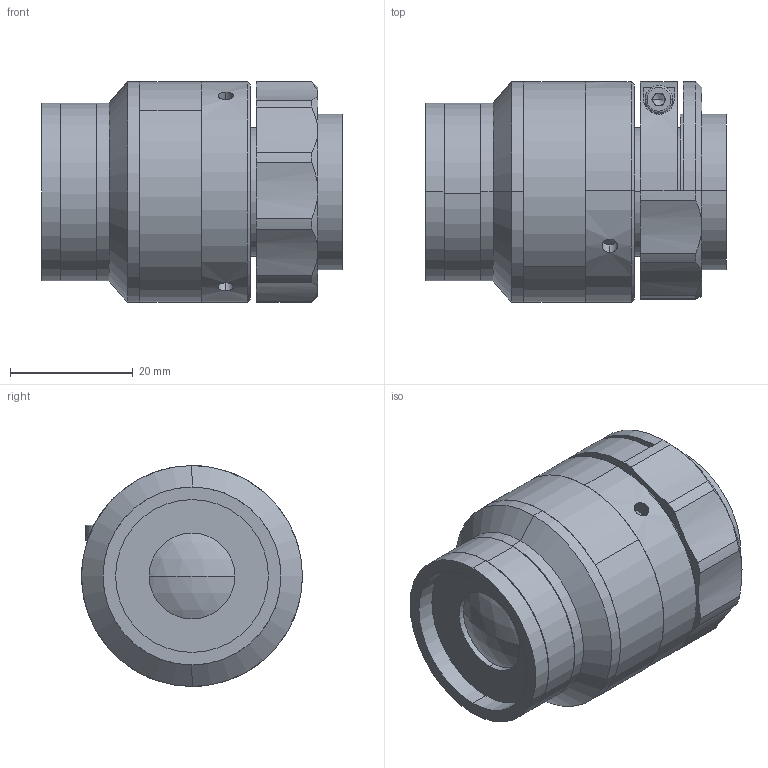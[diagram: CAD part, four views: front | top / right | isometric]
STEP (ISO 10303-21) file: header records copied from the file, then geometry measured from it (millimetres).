
FILE_DESCRIPTION (( 'STEP AP203' ), '1' );
FILE_NAME ('XF-MH015X308.STEP', '2020-08-24T07:06:53', ( 'canrill-02' ), ( '' ), 'SwSTEP 2.0', 'SolidWorks 2014', '' );
FILE_SCHEMA (( 'CONFIG_CONTROL_DESIGN' ));
Length unit declared in the file: millimetre
Products named in the file (1): XF-MH015X308
Bounding box: 49.02 x 36 x 36 mm (x, y, z)
Surface area: 11382.3 mm2 (no closed solid volume)
Topology: 0 solids, 11 shells, 99 faces, 264 edges, 178 vertices
Faces by surface type: cylinder 47, plane 33, cone 15, sphere 2, torus 2
Entity records: 3463 total; most frequent: CARTESIAN_POINT 861, DIRECTION 579, ORIENTED_EDGE 447, EDGE_CURVE 262, AXIS2_PLACEMENT_3D 240, VERTEX_POINT 178, CIRCLE 140, EDGE_LOOP 123
